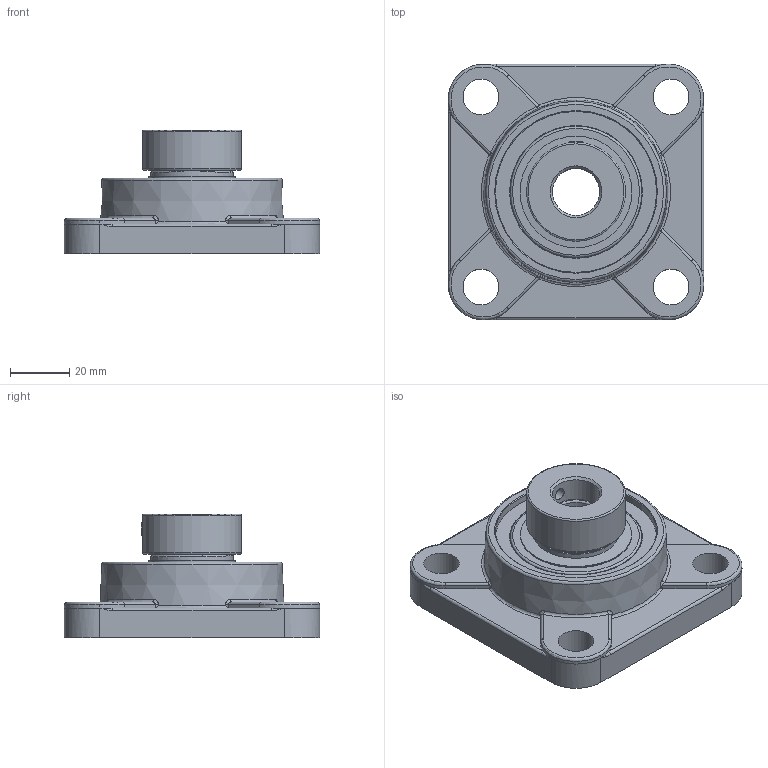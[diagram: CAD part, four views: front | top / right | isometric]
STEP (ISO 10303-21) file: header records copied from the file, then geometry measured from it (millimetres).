
FILE_DESCRIPTION(('HOOPS Exchange Step'),'2;1');
FILE_NAME('export-581AC1F6-E170-4C58-A244-6529D1EADB44.stp','2020-05-15T15:48:04-07:00',('dkerr'),('Alibre'),'HOOPS Exchange 2020.0','Alibre','Unknown authorisation');
FILE_SCHEMA( ('AP242_MANAGED_MODEL_BASED_3D_ENGINEERING_MIM_LF {1 0 10303 442 1 1 4 }') );
Length unit declared in the file: inch
Products named in the file (8): MRN SFM L4L 204; SNC 201-204 (Ball Bearing); SNC 201-204 (Setscrew); SNC 201-204 (Shield); SNC 202-10 (Collar); SNC 202-10 L4L (0.625inch) (Race); MRN SNC 202-10 L4L (0.625inch); MRN SNCFM 202-10 L4L (0.625inch)
Assembly tree (8 placements, depth 3):
  MRN SNCFM 202-10 L4L (0.625inch)
    MRN SFM L4L 204
    MRN SNC 202-10 L4L (0.625inch)
      SNC 201-204 (Ball Bearing)
      SNC 201-204 (Setscrew)
      SNC 201-204 (Shield)  x2
      SNC 202-10 (Collar)
      SNC 202-10 L4L (0.625inch) (Race)
Bounding box: 86 x 86 x 41.6 mm (x, y, z)
Volume: 98511.8 mm3; surface area: 40794.7 mm2
Topology: 15 solids, 15 shells, 204 faces, 544 edges, 342 vertices
Faces by surface type: cylinder 59, plane 52, bspline 38, torus 27, cone 14, sphere 14
Full cylindrical faces by diameter (mm): 4.134 x3, 12 x4, 15.875 x2, 25.908 x2, 27.94 x4, 28.956 x2, 33.3 x1, 37.214 x2, 37.618 x2, 53.34 x1, 54.25 x1
Entity records: 16300 total; most frequent: CARTESIAN_POINT 11333, DIRECTION 1023, ORIENTED_EDGE 984, EDGE_CURVE 492, AXIS2_PLACEMENT_3D 446, VERTEX_POINT 328, CIRCLE 263, EDGE_LOOP 222
